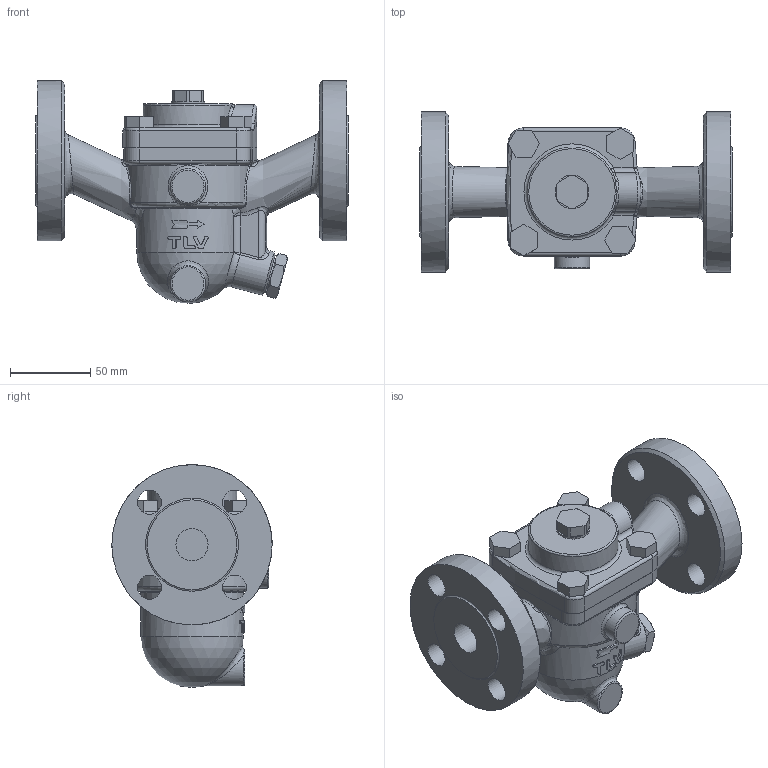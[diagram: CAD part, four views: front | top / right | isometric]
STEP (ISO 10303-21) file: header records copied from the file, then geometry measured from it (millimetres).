
FILE_DESCRIPTION(/* description */ (''),/* implementation_level */ '2;1');
FILE_NAME(/* name */ 'j3x00-020-jis20-01.stp',/* time_stamp */ '2018-01-26T13:44:59+09:00',/* author */ ('nakaot'),/* organization */ (''),/* preprocessor_version */ 'ST-DEVELOPER v15.6',/* originating_system */ 'Autodesk Inventor 2015',/* authorisation */ '');
FILE_SCHEMA (('CONFIG_CONTROL_DESIGN'));
Length unit declared in the file: millimetre
Products named in the file (1): j3x00-020-jis20-01
Bounding box: 195 x 100 x 139 mm (x, y, z)
Volume: 826255.1 mm3; surface area: 105268.4 mm2
Topology: 1 solids, 1 shells, 296 faces, 746 edges, 464 vertices
Faces by surface type: plane 97, bspline 88, cylinder 58, torus 31, cone 17, sphere 5
Full cylindrical faces by diameter (mm): 7.95 x1, 15 x8, 20 x2, 21 x2, 22 x1, 28 x1, 49.373 x1, 100 x2
Entity records: 13273 total; most frequent: CARTESIAN_POINT 6880, ORIENTED_EDGE 1406, DIRECTION 1141, EDGE_CURVE 703, AXIS2_PLACEMENT_3D 462, VERTEX_POINT 453, EDGE_LOOP 356, FACE_OUTER_BOUND 296
